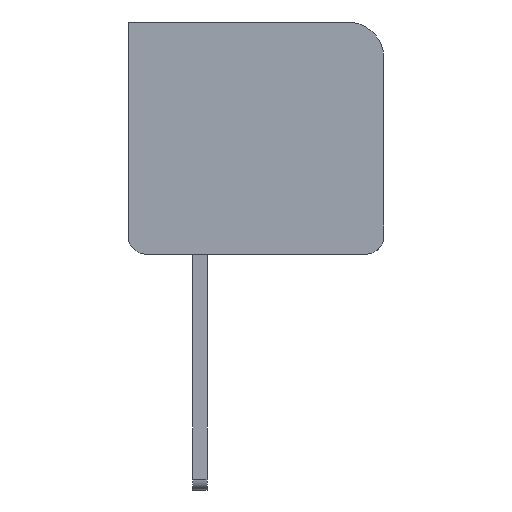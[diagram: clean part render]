
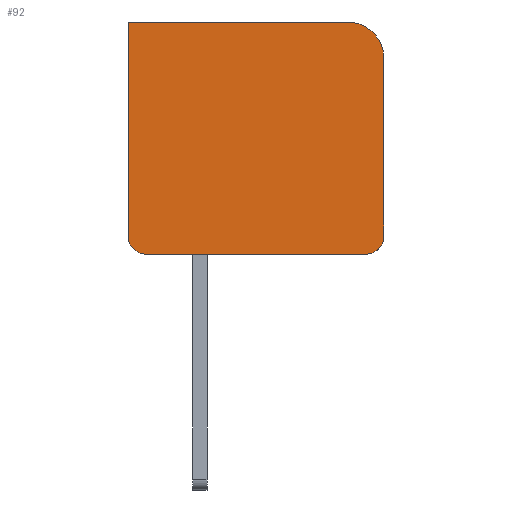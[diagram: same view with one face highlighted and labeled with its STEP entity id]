
A CAD part, left-side view. The second image highlights one B-rep face of the part: STEP entity #92.
In plain terms, the highlighted planar face has unit normal (-1, 0, 0).
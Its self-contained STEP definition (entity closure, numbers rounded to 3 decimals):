
#92 = ADVANCED_FACE( '', ( #997 ), #998, .F. );
#997 = FACE_OUTER_BOUND( '', #3138, .T. );
#998 = PLANE( '', #3139 );
#3138 = EDGE_LOOP( '', ( #7764, #7765, #7766, #7767, #7768, #7769, #7770 ) );
#3139 = AXIS2_PLACEMENT_3D( '', #7771, #7772, #7773 );
#7764 = ORIENTED_EDGE( '', *, *, #16101, .F. );
#7765 = ORIENTED_EDGE( '', *, *, #16144, .F. );
#7766 = ORIENTED_EDGE( '', *, *, #16145, .F. );
#7767 = ORIENTED_EDGE( '', *, *, #16146, .F. );
#7768 = ORIENTED_EDGE( '', *, *, #16147, .F. );
#7769 = ORIENTED_EDGE( '', *, *, #16148, .F. );
#7770 = ORIENTED_EDGE( '', *, *, #16113, .F. );
#7771 = CARTESIAN_POINT( '', ( -3.775, -13.1, 1. ) );
#7772 = DIRECTION( '', ( 1., 0., 0. ) );
#7773 = DIRECTION( '', ( 0., 1., 0. ) );
#16101 = EDGE_CURVE( '', #19120, #19122, #19123, .T. );
#16113 = EDGE_CURVE( '', #19122, #19144, #19145, .T. );
#16144 = EDGE_CURVE( '', #19204, #19120, #19205, .T. );
#16145 = EDGE_CURVE( '', #19206, #19204, #19207, .T. );
#16146 = EDGE_CURVE( '', #19208, #19206, #19209, .T. );
#16147 = EDGE_CURVE( '', #19210, #19208, #19211, .T. );
#16148 = EDGE_CURVE( '', #19144, #19210, #19212, .T. );
#19120 = VERTEX_POINT( '', #24020 );
#19122 = VERTEX_POINT( '', #24023 );
#19123 = LINE( '', #24024, #24025 );
#19144 = VERTEX_POINT( '', #24053 );
#19145 = CIRCLE( '', #24054, 1. );
#19204 = VERTEX_POINT( '', #24141 );
#19205 = CIRCLE( '', #24142, 2. );
#19206 = VERTEX_POINT( '', #24143 );
#19207 = LINE( '', #24144, #24145 );
#19208 = VERTEX_POINT( '', #24146 );
#19209 = LINE( '', #24147, #24148 );
#19210 = VERTEX_POINT( '', #24149 );
#19211 = CIRCLE( '', #24150, 1. );
#19212 = LINE( '', #24151, #24152 );
#24020 = CARTESIAN_POINT( '', ( -3.775, -14.1, 10.8 ) );
#24023 = CARTESIAN_POINT( '', ( -3.775, -14.1, 1. ) );
#24024 = CARTESIAN_POINT( '', ( -3.775, -14.1, 10.8 ) );
#24025 = VECTOR( '', #33519, 1000. );
#24053 = CARTESIAN_POINT( '', ( -3.775, -13.1, 0. ) );
#24054 = AXIS2_PLACEMENT_3D( '', #33539, #33540, #33541 );
#24141 = CARTESIAN_POINT( '', ( -3.775, -12.1, 12.8 ) );
#24142 = AXIS2_PLACEMENT_3D( '', #33595, #33596, #33597 );
#24143 = CARTESIAN_POINT( '', ( -3.775, 0., 12.8 ) );
#24144 = CARTESIAN_POINT( '', ( -3.775, 0., 12.8 ) );
#24145 = VECTOR( '', #33598, 1000. );
#24146 = CARTESIAN_POINT( '', ( -3.775, 0., 1. ) );
#24147 = CARTESIAN_POINT( '', ( -3.775, 0., 1. ) );
#24148 = VECTOR( '', #33599, 1000. );
#24149 = CARTESIAN_POINT( '', ( -3.775, -1., 0. ) );
#24150 = AXIS2_PLACEMENT_3D( '', #33600, #33601, #33602 );
#24151 = CARTESIAN_POINT( '', ( -3.775, -13.1, 0. ) );
#24152 = VECTOR( '', #33603, 1000. );
#33519 = DIRECTION( '', ( 0., 0., -1. ) );
#33539 = CARTESIAN_POINT( '', ( -3.775, -13.1, 1. ) );
#33540 = DIRECTION( '', ( 1., 0., 0. ) );
#33541 = DIRECTION( '', ( 0., 1., 0. ) );
#33595 = CARTESIAN_POINT( '', ( -3.775, -12.1, 10.8 ) );
#33596 = DIRECTION( '', ( 1., 0., 0. ) );
#33597 = DIRECTION( '', ( 0., 1., 0. ) );
#33598 = DIRECTION( '', ( 0., -1., 0. ) );
#33599 = DIRECTION( '', ( 0., 0., 1. ) );
#33600 = CARTESIAN_POINT( '', ( -3.775, -1., 1. ) );
#33601 = DIRECTION( '', ( 1., 0., 0. ) );
#33602 = DIRECTION( '', ( 0., -1., 0. ) );
#33603 = DIRECTION( '', ( 0., 1., 0. ) );
